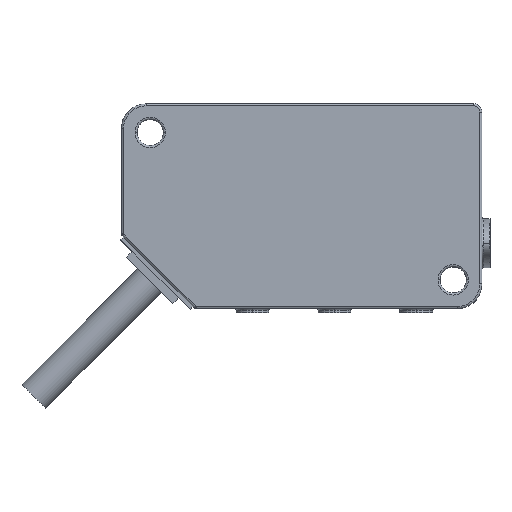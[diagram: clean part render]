
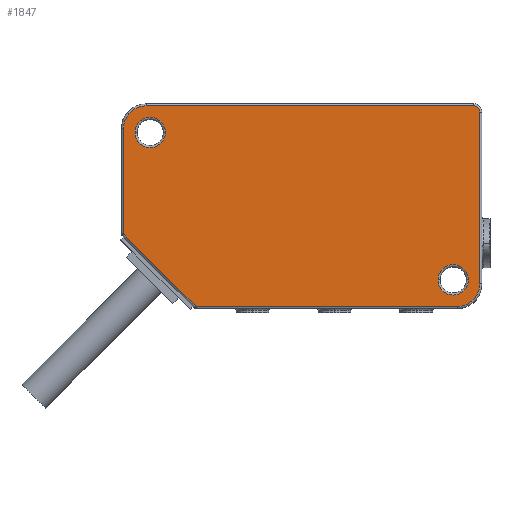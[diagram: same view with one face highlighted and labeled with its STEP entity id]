
A CAD part, top view. The second image highlights one B-rep face of the part: STEP entity #1847.
In plain terms, the highlighted planar face has unit normal (0, 0, 1).
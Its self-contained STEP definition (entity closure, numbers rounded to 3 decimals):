
#26 = CARTESIAN_POINT ( 'NONE',  ( 16.65, 3.5, 10. ) ) ;
#87 = DIRECTION ( 'NONE',  ( 0., 0., 1. ) ) ;
#166 = VECTOR ( 'NONE', #840, 1000. ) ;
#338 = VECTOR ( 'NONE', #4408, 1000. ) ;
#363 = VERTEX_POINT ( 'NONE', #5762 ) ;
#397 = DIRECTION ( 'NONE',  ( -1., 0., 0. ) ) ;
#399 = DIRECTION ( 'NONE',  ( -1., 0., 0. ) ) ;
#430 = DIRECTION ( 'NONE',  ( 0., 0., 1. ) ) ;
#507 = DIRECTION ( 'NONE',  ( 0., 0., -1. ) ) ;
#521 = ORIENTED_EDGE ( 'NONE', *, *, #4293, .T. ) ;
#539 = EDGE_CURVE ( 'NONE', #5086, #363, #4842, .T. ) ;
#650 = CARTESIAN_POINT ( 'NONE',  ( -19., 24.75, 10. ) ) ;
#736 = DIRECTION ( 'NONE',  ( 0., 0., -1. ) ) ;
#840 = DIRECTION ( 'NONE',  ( 0.707, -0.707, 0. ) ) ;
#850 = FACE_BOUND ( 'NONE', #5645, .T. ) ;
#969 = CARTESIAN_POINT ( 'NONE',  ( 20.35, 3.5, 10. ) ) ;
#990 = EDGE_LOOP ( 'NONE', ( #4259, #6101 ) ) ;
#1086 = ORIENTED_EDGE ( 'NONE', *, *, #1775, .T. ) ;
#1099 = CARTESIAN_POINT ( 'NONE',  ( 19., 0.25, 10. ) ) ;
#1161 = CARTESIAN_POINT ( 'NONE',  ( -12.896, 0.25, 10. ) ) ;
#1167 = CARTESIAN_POINT ( 'NONE',  ( -22., 24.75, 10. ) ) ;
#1193 = EDGE_CURVE ( 'NONE', #363, #1566, #2369, .T. ) ;
#1199 = VERTEX_POINT ( 'NONE', #6418 ) ;
#1237 = CARTESIAN_POINT ( 'NONE',  ( -21.75, 9.104, 10. ) ) ;
#1261 = EDGE_CURVE ( 'NONE', #5157, #6301, #1387, .T. ) ;
#1294 = CIRCLE ( 'NONE', #4238, 1.85 ) ;
#1345 = CARTESIAN_POINT ( 'NONE',  ( 19., 0.25, 10. ) ) ;
#1387 = CIRCLE ( 'NONE', #2224, 1.85 ) ;
#1457 = DIRECTION ( 'NONE',  ( -1., 0., 0. ) ) ;
#1476 = ORIENTED_EDGE ( 'NONE', *, *, #5839, .T. ) ;
#1566 = VERTEX_POINT ( 'NONE', #1237 ) ;
#1570 = EDGE_CURVE ( 'NONE', #4696, #4825, #1294, .T. ) ;
#1632 = EDGE_LOOP ( 'NONE', ( #1663, #3658, #1476, #6500, #521, #3933, #1086, #5057 ) ) ;
#1663 = ORIENTED_EDGE ( 'NONE', *, *, #1193, .T. ) ;
#1775 = EDGE_CURVE ( 'NONE', #4665, #5086, #3132, .T. ) ;
#1847 = ADVANCED_FACE ( 'NONE', ( #850, #3891, #5875 ), #1955, .F. ) ;
#1897 = CARTESIAN_POINT ( 'NONE',  ( 19., 3., 10. ) ) ;
#1955 = PLANE ( 'NONE',  #2234 ) ;
#2142 = VERTEX_POINT ( 'NONE', #1161 ) ;
#2224 = AXIS2_PLACEMENT_3D ( 'NONE', #3877, #507, #1457 ) ;
#2234 = AXIS2_PLACEMENT_3D ( 'NONE', #6436, #3403, #2451 ) ;
#2309 = EDGE_CURVE ( 'NONE', #1566, #2142, #5804, .T. ) ;
#2369 = LINE ( 'NONE', #2400, #338 ) ;
#2373 = ORIENTED_EDGE ( 'NONE', *, *, #4416, .T. ) ;
#2400 = CARTESIAN_POINT ( 'NONE',  ( -21.75, 25., 10. ) ) ;
#2413 = EDGE_CURVE ( 'NONE', #4825, #4696, #3390, .T. ) ;
#2451 = DIRECTION ( 'NONE',  ( -1., 0., 0. ) ) ;
#2469 = DIRECTION ( 'NONE',  ( 0., 0., 1. ) ) ;
#2574 = CARTESIAN_POINT ( 'NONE',  ( 21., 24., 10. ) ) ;
#2640 = DIRECTION ( 'NONE',  ( -1., 0., 0. ) ) ;
#2730 = DIRECTION ( 'NONE',  ( -1., 0., 0. ) ) ;
#2948 = AXIS2_PLACEMENT_3D ( 'NONE', #4865, #2469, #397 ) ;
#2967 = VECTOR ( 'NONE', #3164, 1000. ) ;
#2993 = CIRCLE ( 'NONE', #5931, 2.75 ) ;
#3132 = LINE ( 'NONE', #1167, #2967 ) ;
#3164 = DIRECTION ( 'NONE',  ( -1., 0., 0. ) ) ;
#3178 = CARTESIAN_POINT ( 'NONE',  ( -16.65, 21.5, 10. ) ) ;
#3181 = EDGE_CURVE ( 'NONE', #1199, #4665, #3922, .T. ) ;
#3232 = CARTESIAN_POINT ( 'NONE',  ( 18.5, 3.5, 10. ) ) ;
#3390 = CIRCLE ( 'NONE', #6332, 1.85 ) ;
#3403 = DIRECTION ( 'NONE',  ( 0., 0., -1. ) ) ;
#3484 = LINE ( 'NONE', #1099, #3950 ) ;
#3552 = VERTEX_POINT ( 'NONE', #5562 ) ;
#3566 = CARTESIAN_POINT ( 'NONE',  ( 18.5, 3.5, 10. ) ) ;
#3635 = AXIS2_PLACEMENT_3D ( 'NONE', #4645, #3777, #4945 ) ;
#3658 = ORIENTED_EDGE ( 'NONE', *, *, #2309, .T. ) ;
#3777 = DIRECTION ( 'NONE',  ( 0., 0., -1. ) ) ;
#3877 = CARTESIAN_POINT ( 'NONE',  ( -18.5, 21.5, 10. ) ) ;
#3891 = FACE_BOUND ( 'NONE', #990, .T. ) ;
#3922 = CIRCLE ( 'NONE', #4773, 0.75 ) ;
#3933 = ORIENTED_EDGE ( 'NONE', *, *, #3181, .T. ) ;
#3950 = VECTOR ( 'NONE', #6488, 1000. ) ;
#3984 = DIRECTION ( 'NONE',  ( 0., 0., -1. ) ) ;
#4238 = AXIS2_PLACEMENT_3D ( 'NONE', #3232, #736, #2730 ) ;
#4259 = ORIENTED_EDGE ( 'NONE', *, *, #1570, .T. ) ;
#4265 = CARTESIAN_POINT ( 'NONE',  ( -20.35, 21.5, 10. ) ) ;
#4293 = EDGE_CURVE ( 'NONE', #3552, #1199, #6251, .T. ) ;
#4408 = DIRECTION ( 'NONE',  ( 0., -1., 0. ) ) ;
#4416 = EDGE_CURVE ( 'NONE', #6301, #5157, #6335, .T. ) ;
#4645 = CARTESIAN_POINT ( 'NONE',  ( -18.5, 21.5, 10. ) ) ;
#4665 = VERTEX_POINT ( 'NONE', #6044 ) ;
#4696 = VERTEX_POINT ( 'NONE', #26 ) ;
#4773 = AXIS2_PLACEMENT_3D ( 'NONE', #2574, #87, #2640 ) ;
#4825 = VERTEX_POINT ( 'NONE', #969 ) ;
#4842 = CIRCLE ( 'NONE', #2948, 2.75 ) ;
#4865 = CARTESIAN_POINT ( 'NONE',  ( -19., 22., 10. ) ) ;
#4945 = DIRECTION ( 'NONE',  ( -1., 0., 0. ) ) ;
#5057 = ORIENTED_EDGE ( 'NONE', *, *, #539, .T. ) ;
#5086 = VERTEX_POINT ( 'NONE', #650 ) ;
#5157 = VERTEX_POINT ( 'NONE', #3178 ) ;
#5281 = EDGE_CURVE ( 'NONE', #5947, #3552, #2993, .T. ) ;
#5319 = CARTESIAN_POINT ( 'NONE',  ( -29.823, 17.177, 10. ) ) ;
#5562 = CARTESIAN_POINT ( 'NONE',  ( 21.75, 3., 10. ) ) ;
#5645 = EDGE_LOOP ( 'NONE', ( #2373, #6305 ) ) ;
#5733 = CARTESIAN_POINT ( 'NONE',  ( 21.75, 25., 10. ) ) ;
#5762 = CARTESIAN_POINT ( 'NONE',  ( -21.75, 22., 10. ) ) ;
#5804 = LINE ( 'NONE', #5319, #166 ) ;
#5816 = VECTOR ( 'NONE', #6166, 1000. ) ;
#5839 = EDGE_CURVE ( 'NONE', #2142, #5947, #3484, .T. ) ;
#5875 = FACE_OUTER_BOUND ( 'NONE', #1632, .T. ) ;
#5931 = AXIS2_PLACEMENT_3D ( 'NONE', #1897, #430, #399 ) ;
#5947 = VERTEX_POINT ( 'NONE', #1345 ) ;
#5970 = DIRECTION ( 'NONE',  ( -1., 0., 0. ) ) ;
#6044 = CARTESIAN_POINT ( 'NONE',  ( 21., 24.75, 10. ) ) ;
#6101 = ORIENTED_EDGE ( 'NONE', *, *, #2413, .T. ) ;
#6166 = DIRECTION ( 'NONE',  ( 0., 1., 0. ) ) ;
#6251 = LINE ( 'NONE', #5733, #5816 ) ;
#6301 = VERTEX_POINT ( 'NONE', #4265 ) ;
#6305 = ORIENTED_EDGE ( 'NONE', *, *, #1261, .T. ) ;
#6332 = AXIS2_PLACEMENT_3D ( 'NONE', #3566, #3984, #5970 ) ;
#6335 = CIRCLE ( 'NONE', #3635, 1.85 ) ;
#6418 = CARTESIAN_POINT ( 'NONE',  ( 21.75, 24., 10. ) ) ;
#6436 = CARTESIAN_POINT ( 'NONE',  ( -22., 25., 10. ) ) ;
#6488 = DIRECTION ( 'NONE',  ( 1., 0., 0. ) ) ;
#6500 = ORIENTED_EDGE ( 'NONE', *, *, #5281, .T. ) ;
